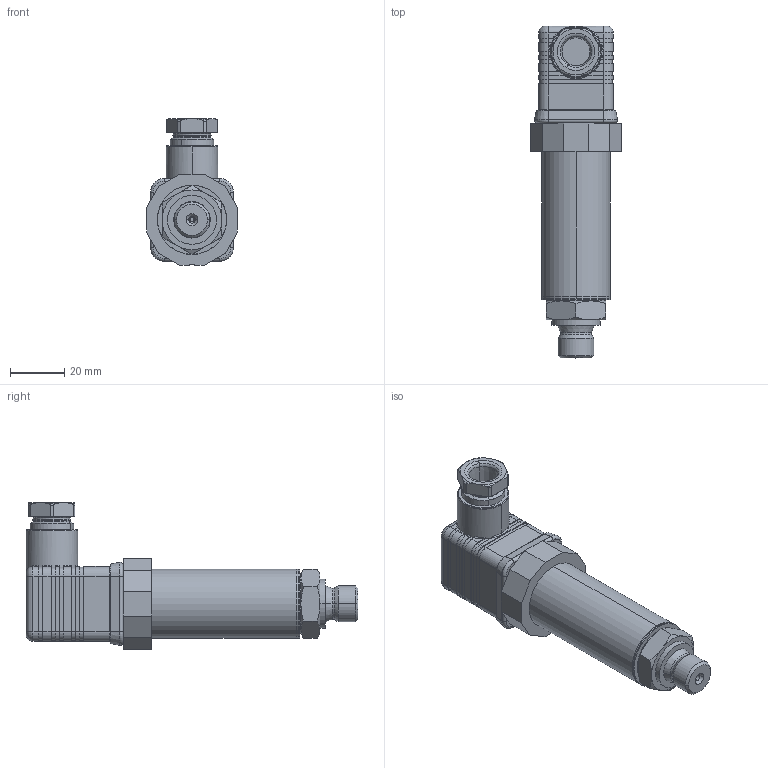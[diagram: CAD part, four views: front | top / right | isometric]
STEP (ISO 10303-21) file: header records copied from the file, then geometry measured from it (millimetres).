
FILE_DESCRIPTION(('Creo Elements/Direct Modeling STEP Export'),'2;1');
FILE_NAME('GS4600din.stp','2023-09-12T10:24:40',(''),(''),'Creo Elements/Direct Modeling STEP processor for AP214 (Solid Model)','Creo Elements/Direct Modeling 20.1B 02-Apr-2019 (C) Parametric Technology GmbH','');
FILE_SCHEMA(('AUTOMOTIVE_DESIGN { 1 0 10303 214 1 1 1 1 }'));
Length unit declared in the file: millimetre
Products named in the file (11): 7752; 9757-11mm_6pin; 8229_sp; 9436; 7753; 10021-1; 7294; 7295; 8230; Z0505; GS4600din.stp
Assembly tree (10 placements, depth 2):
  GS4600din.stp
    Z0505
    8230
    7295
    7294
    10021-1
    7753
    9436
    8229_sp
    9757-11mm_6pin
    7752
Bounding box: 33.5 x 122.2 x 54 mm (x, y, z)
Volume: 53228 mm3; surface area: 32438.4 mm2
Topology: 10 solids, 10 shells, 1969 faces, 5323 edges, 3521 vertices
Faces by surface type: plane 1104, cylinder 426, extrusion 259, cone 101, torus 77, bspline 2
Entity records: 82480 total; most frequent: CARTESIAN_POINT 18486, ORIENTED_EDGE 10638, DIRECTION 9163, EDGE_CURVE 5319, VECTOR 3605, VERTEX_POINT 3521, LINE 3346, AXIS2_PLACEMENT_3D 2779
